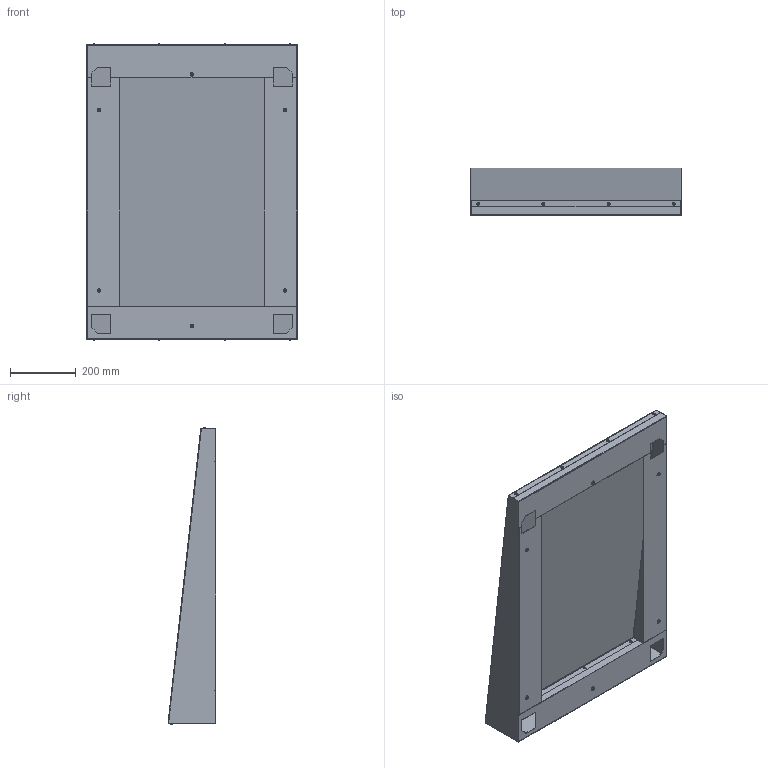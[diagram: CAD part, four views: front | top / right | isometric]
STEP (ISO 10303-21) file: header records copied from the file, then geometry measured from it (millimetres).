
FILE_DESCRIPTION (( 'STEP AP214' ), '1' );
FILE_NAME ('Êîçûðåê äëÿ FORT 600õ800 EKF PROxima.STEP', '2020-11-17T08:55:49', ( '' ), ( '' ), 'SwSTEP 2.0', 'SolidWorks 2019', '' );
FILE_SCHEMA (( 'AUTOMOTIVE_DESIGN' ));
Length unit declared in the file: millimetre
Products named in the file (6): 倘-1622.00.00.002 鱼铍铌 镥疱漤栝_寛-1622.00.00.002-02; 倘-1622.00.00.001 署赅_寛-1622.00.00.001-06; Êîçûðåê äëÿ FORT 600õ800 EKF PROxima; 倘-1622.00.00.003 鱼铍铌 玎漤栝_寛-1622.00.00.003-02; Çàêëåïêà-ãàéêà Ì6 óìåíüøåííûé áîðò; rivet 07_din_DIN 674-4x6-St-A-1.5
Assembly tree (17 placements, depth 2):
  Êîçûðåê äëÿ FORT 600õ800 EKF PROxima
    倘-1622.00.00.001 署赅_寛-1622.00.00.001-06
    倘-1622.00.00.002 鱼铍铌 镥疱漤栝_寛-1622.00.00.002-02
    倘-1622.00.00.003 鱼铍铌 玎漤栝_寛-1622.00.00.003-02
    Çàêëåïêà-ãàéêà Ì6 óìåíüøåííûé áîðò  x6
    rivet 07_din_DIN 674-4x6-St-A-1.5  x8
Bounding box: 640 x 146.2 x 904 mm (x, y, z)
Volume: 1144073.1 mm3; surface area: 2295286.4 mm2
Topology: 17 solids, 17 shells, 418 faces, 912 edges, 556 vertices
Faces by surface type: plane 150, cylinder 136, cone 84, sphere 32, torus 12, bspline 4
Entity records: 6740 total; most frequent: CARTESIAN_POINT 1274, DIRECTION 1122, ORIENTED_EDGE 1028, EDGE_CURVE 514, AXIS2_PLACEMENT_3D 388, LINE 346, VECTOR 346, VERTEX_POINT 316
